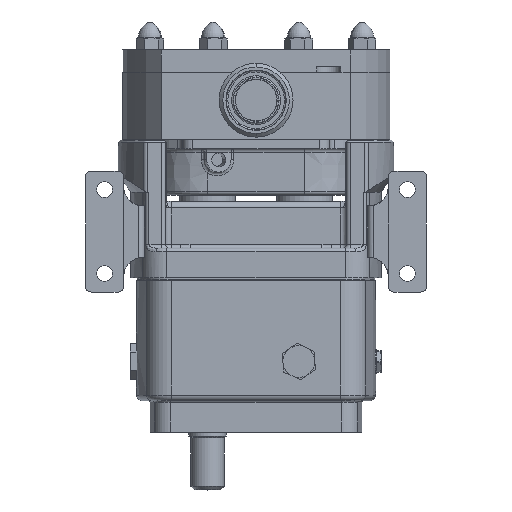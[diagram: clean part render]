
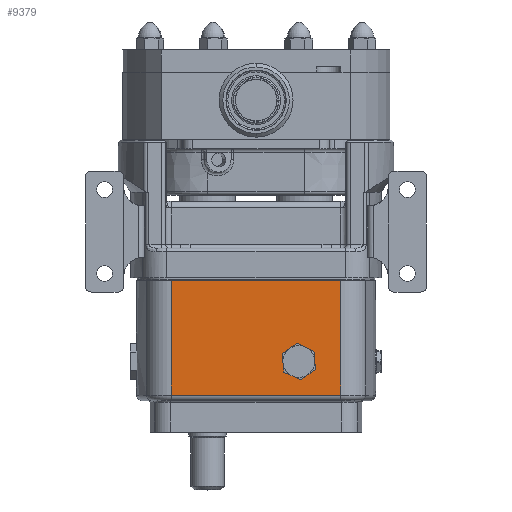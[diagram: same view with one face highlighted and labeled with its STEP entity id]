
A CAD part, front view. The second image highlights one B-rep face of the part: STEP entity #9379.
In plain terms, the highlighted planar face has unit normal (0, -1, 0).
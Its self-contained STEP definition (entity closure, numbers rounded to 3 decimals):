
#15 = VECTOR ( 'NONE', #12680, 1000. ) ;
#541 = AXIS2_PLACEMENT_3D ( 'NONE', #23333, #11496, #13383 ) ;
#651 = LINE ( 'NONE', #7957, #11032 ) ;
#891 = CARTESIAN_POINT ( 'NONE',  ( 14.863, -46.005, -124.537 ) ) ;
#953 = VERTEX_POINT ( 'NONE', #2666 ) ;
#973 = ORIENTED_EDGE ( 'NONE', *, *, #28338, .F. ) ;
#1294 = LINE ( 'NONE', #5968, #1601 ) ;
#1601 = VECTOR ( 'NONE', #17360, 1000. ) ;
#1916 = LINE ( 'NONE', #7198, #17530 ) ;
#2042 = LINE ( 'NONE', #30533, #12294 ) ;
#2531 = DIRECTION ( 'NONE',  ( -0.822, 0., -0.569 ) ) ;
#2666 = CARTESIAN_POINT ( 'NONE',  ( 14.05, -46.005, -114.671 ) ) ;
#3114 = EDGE_CURVE ( 'NONE', #27772, #18501, #1294, .T. ) ;
#3491 = CARTESIAN_POINT ( 'NONE',  ( 31.137, -46.005, -113.263 ) ) ;
#3968 = VECTOR ( 'NONE', #19793, 1000. ) ;
#4183 = FACE_OUTER_BOUND ( 'NONE', #8062, .T. ) ;
#4738 = DIRECTION ( 'NONE',  ( -0.082, 0., 0.997 ) ) ;
#5968 = CARTESIAN_POINT ( 'NONE',  ( -45.477, -46.005, -75.4 ) ) ;
#6669 = PLANE ( 'NONE',  #541 ) ;
#6881 = LINE ( 'NONE', #13740, #7643 ) ;
#7198 = CARTESIAN_POINT ( 'NONE',  ( -45.477, -46.005, -139.9 ) ) ;
#7643 = VECTOR ( 'NONE', #14052, 1000. ) ;
#7957 = CARTESIAN_POINT ( 'NONE',  ( -28.222, -46.005, -164.81 ) ) ;
#8062 = EDGE_LOOP ( 'NONE', ( #973, #14201, #22580, #8728 ) ) ;
#8581 = CARTESIAN_POINT ( 'NONE',  ( -45.477, -46.005, -75.4 ) ) ;
#8728 = ORIENTED_EDGE ( 'NONE', *, *, #3114, .T. ) ;
#8921 = DIRECTION ( 'NONE',  ( 0., 0., 1. ) ) ;
#9133 = DIRECTION ( 'NONE',  ( 0.082, 0., -0.997 ) ) ;
#9188 = DIRECTION ( 'NONE',  ( -0.904, 0., 0.427 ) ) ;
#9379 = ADVANCED_FACE ( 'NONE', ( #23021, #4183 ), #6669, .F. ) ;
#9692 = VERTEX_POINT ( 'NONE', #891 ) ;
#10298 = VECTOR ( 'NONE', #4738, 1000. ) ;
#10412 = CARTESIAN_POINT ( 'NONE',  ( 45.477, -46.005, -136.9 ) ) ;
#10564 = VERTEX_POINT ( 'NONE', #21847 ) ;
#10566 = CARTESIAN_POINT ( 'NONE',  ( -45.477, -46.005, -136.9 ) ) ;
#10716 = DIRECTION ( 'NONE',  ( 0.904, 0., -0.427 ) ) ;
#11032 = VECTOR ( 'NONE', #2531, 1000. ) ;
#11496 = DIRECTION ( 'NONE',  ( 0., 1., 0. ) ) ;
#11661 = ORIENTED_EDGE ( 'NONE', *, *, #26769, .T. ) ;
#12075 = EDGE_LOOP ( 'NONE', ( #25108, #14690, #13501, #25185, #26337, #11661 ) ) ;
#12294 = VECTOR ( 'NONE', #9188, 1000. ) ;
#12680 = DIRECTION ( 'NONE',  ( 0.822, 0., 0.569 ) ) ;
#12917 = LINE ( 'NONE', #22412, #22228 ) ;
#13383 = DIRECTION ( 'NONE',  ( 1., 0., 0. ) ) ;
#13501 = ORIENTED_EDGE ( 'NONE', *, *, #27228, .T. ) ;
#13740 = CARTESIAN_POINT ( 'NONE',  ( 45.477, -46.005, -139.9 ) ) ;
#14052 = DIRECTION ( 'NONE',  ( 0., 0., 1. ) ) ;
#14201 = ORIENTED_EDGE ( 'NONE', *, *, #26464, .T. ) ;
#14289 = CARTESIAN_POINT ( 'NONE',  ( 32.8, -46.005, -133.45 ) ) ;
#14511 = CARTESIAN_POINT ( 'NONE',  ( 23.813, -46.005, -128.765 ) ) ;
#14690 = ORIENTED_EDGE ( 'NONE', *, *, #19166, .T. ) ;
#14724 = LINE ( 'NONE', #15176, #15 ) ;
#15176 = CARTESIAN_POINT ( 'NONE',  ( -37.985, -46.005, -150.716 ) ) ;
#15341 = CARTESIAN_POINT ( 'NONE',  ( 22.187, -46.005, -109.035 ) ) ;
#17009 = LINE ( 'NONE', #26480, #3968 ) ;
#17360 = DIRECTION ( 'NONE',  ( -1., 0., 0. ) ) ;
#17483 = EDGE_CURVE ( 'NONE', #953, #19009, #14724, .T. ) ;
#17530 = VECTOR ( 'NONE', #8921, 1000. ) ;
#18042 = VERTEX_POINT ( 'NONE', #3491 ) ;
#18501 = VERTEX_POINT ( 'NONE', #8581 ) ;
#19009 = VERTEX_POINT ( 'NONE', #15341 ) ;
#19166 = EDGE_CURVE ( 'NONE', #25492, #9692, #2042, .T. ) ;
#19793 = DIRECTION ( 'NONE',  ( 1., 0., 0. ) ) ;
#21416 = LINE ( 'NONE', #28257, #10298 ) ;
#21847 = CARTESIAN_POINT ( 'NONE',  ( 31.95, -46.005, -123.129 ) ) ;
#22228 = VECTOR ( 'NONE', #10716, 1000. ) ;
#22412 = CARTESIAN_POINT ( 'NONE',  ( -21.207, -46.005, -88.532 ) ) ;
#22580 = ORIENTED_EDGE ( 'NONE', *, *, #30267, .T. ) ;
#23021 = FACE_BOUND ( 'NONE', #12075, .T. ) ;
#23333 = CARTESIAN_POINT ( 'NONE',  ( -45.477, -46.005, -139.9 ) ) ;
#23529 = VERTEX_POINT ( 'NONE', #10412 ) ;
#24267 = VERTEX_POINT ( 'NONE', #10566 ) ;
#24404 = EDGE_CURVE ( 'NONE', #19009, #18042, #12917, .T. ) ;
#25108 = ORIENTED_EDGE ( 'NONE', *, *, #28406, .T. ) ;
#25185 = ORIENTED_EDGE ( 'NONE', *, *, #17483, .T. ) ;
#25492 = VERTEX_POINT ( 'NONE', #14511 ) ;
#26110 = LINE ( 'NONE', #14289, #30137 ) ;
#26337 = ORIENTED_EDGE ( 'NONE', *, *, #24404, .T. ) ;
#26464 = EDGE_CURVE ( 'NONE', #24267, #23529, #17009, .T. ) ;
#26480 = CARTESIAN_POINT ( 'NONE',  ( 45.477, -46.005, -136.9 ) ) ;
#26489 = CARTESIAN_POINT ( 'NONE',  ( 45.477, -46.005, -75.4 ) ) ;
#26769 = EDGE_CURVE ( 'NONE', #18042, #10564, #26110, .T. ) ;
#27228 = EDGE_CURVE ( 'NONE', #9692, #953, #21416, .T. ) ;
#27772 = VERTEX_POINT ( 'NONE', #26489 ) ;
#28257 = CARTESIAN_POINT ( 'NONE',  ( 15.713, -46.005, -134.858 ) ) ;
#28338 = EDGE_CURVE ( 'NONE', #24267, #18501, #1916, .T. ) ;
#28406 = EDGE_CURVE ( 'NONE', #10564, #25492, #651, .T. ) ;
#30137 = VECTOR ( 'NONE', #9133, 1000. ) ;
#30267 = EDGE_CURVE ( 'NONE', #23529, #27772, #6881, .T. ) ;
#30533 = CARTESIAN_POINT ( 'NONE',  ( -28.532, -46.005, -104.034 ) ) ;
